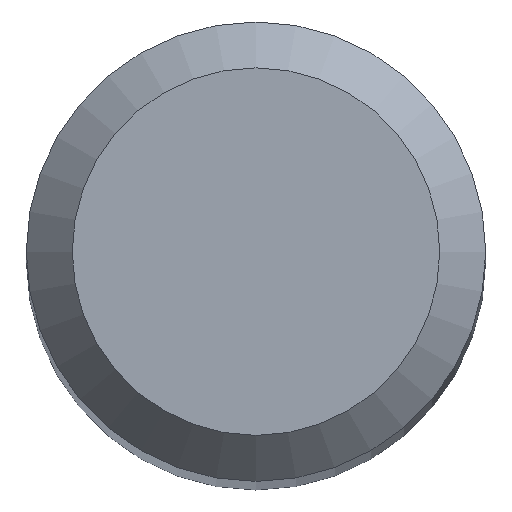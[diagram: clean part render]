
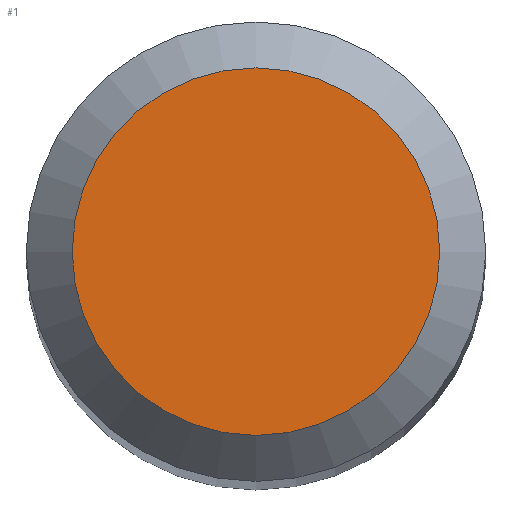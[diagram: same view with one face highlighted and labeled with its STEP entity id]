
A CAD part, top view. The second image highlights one B-rep face of the part: STEP entity #1.
In plain terms, the highlighted planar face has unit normal (0, 0, 1).
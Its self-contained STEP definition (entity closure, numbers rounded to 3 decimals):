
#1 = ADVANCED_FACE ( 'NONE', ( #219 ), #88, .F. ) ;
#13 = DIRECTION ( 'NONE',  ( 0., 1., 0. ) ) ;
#26 = CIRCLE ( 'NONE', #109, 1.2 ) ;
#34 = DIRECTION ( 'NONE',  ( 0., 0., -1. ) ) ;
#65 = EDGE_LOOP ( 'NONE', ( #184 ) ) ;
#86 = CARTESIAN_POINT ( 'NONE',  ( 0., 0., 38. ) ) ;
#88 = PLANE ( 'NONE',  #200 ) ;
#103 = CARTESIAN_POINT ( 'NONE',  ( 0., 0., 38. ) ) ;
#109 = AXIS2_PLACEMENT_3D ( 'NONE', #86, #145, #185 ) ;
#111 = VERTEX_POINT ( 'NONE', #118 ) ;
#118 = CARTESIAN_POINT ( 'NONE',  ( 0., 1.2, 38. ) ) ;
#145 = DIRECTION ( 'NONE',  ( 0., 0., -1. ) ) ;
#146 = EDGE_CURVE ( 'NONE', #111, #111, #26, .T. ) ;
#184 = ORIENTED_EDGE ( 'NONE', *, *, #146, .F. ) ;
#185 = DIRECTION ( 'NONE',  ( 0., 1., 0. ) ) ;
#200 = AXIS2_PLACEMENT_3D ( 'NONE', #103, #34, #13 ) ;
#219 = FACE_OUTER_BOUND ( 'NONE', #65, .T. ) ;
